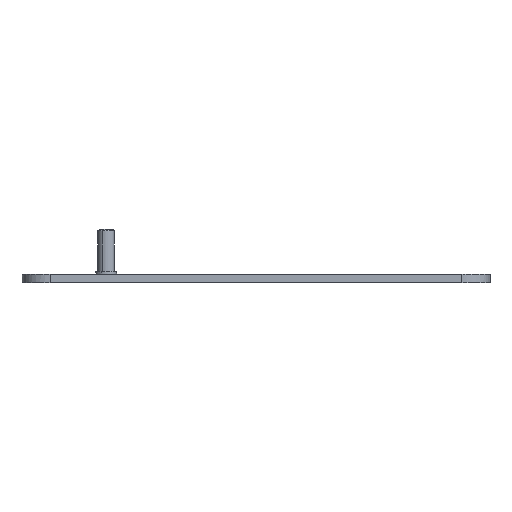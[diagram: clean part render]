
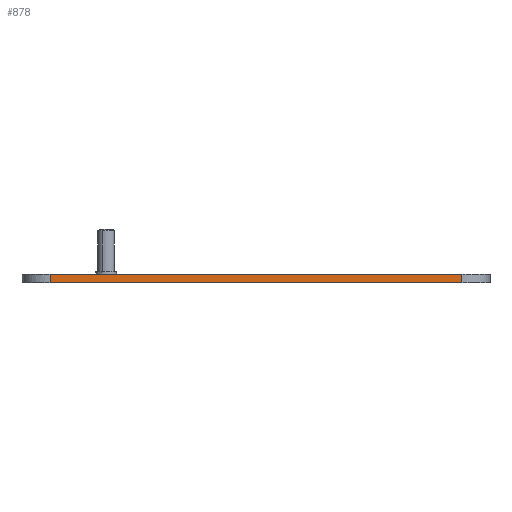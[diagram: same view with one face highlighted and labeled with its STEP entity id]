
A CAD part, front view. The second image highlights one B-rep face of the part: STEP entity #878.
In plain terms, the highlighted planar face has unit normal (0, -1, 0).
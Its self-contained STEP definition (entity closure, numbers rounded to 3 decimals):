
#865=AXIS2_PLACEMENT_3D('Plane Axis2P3D',#862,#863,#864) ;
#108=CARTESIAN_POINT('Vertex',(157.,0.,0.)) ;
#111=CARTESIAN_POINT('Line Origine',(83.5,0.,0.)) ;
#115=CARTESIAN_POINT('Vertex',(10.,0.,0.)) ;
#425=CARTESIAN_POINT('Vertex',(10.,0.,3.)) ;
#428=CARTESIAN_POINT('Line Origine',(83.5,0.,3.)) ;
#432=CARTESIAN_POINT('Vertex',(157.,0.,3.)) ;
#831=CARTESIAN_POINT('Line Origine',(157.,0.,1.5)) ;
#862=CARTESIAN_POINT('Axis2P3D Location',(157.,0.,0.)) ;
#867=CARTESIAN_POINT('Line Origine',(10.,0.,1.5)) ;
#112=DIRECTION('Vector Direction',(1.,0.,0.)) ;
#429=DIRECTION('Vector Direction',(1.,0.,0.)) ;
#832=DIRECTION('Vector Direction',(0.,0.,-1.)) ;
#863=DIRECTION('Axis2P3D Direction',(0.,1.,-0.)) ;
#864=DIRECTION('Axis2P3D XDirection',(-1.,0.,0.)) ;
#868=DIRECTION('Vector Direction',(0.,0.,1.)) ;
#113=VECTOR('Line Direction',#112,1.) ;
#430=VECTOR('Line Direction',#429,1.) ;
#833=VECTOR('Line Direction',#832,1.) ;
#869=VECTOR('Line Direction',#868,1.) ;
#873=ORIENTED_EDGE('',*,*,#835,.T.) ;
#874=ORIENTED_EDGE('',*,*,#434,.F.) ;
#875=ORIENTED_EDGE('',*,*,#871,.F.) ;
#876=ORIENTED_EDGE('',*,*,#117,.F.) ;
#878=ADVANCED_FACE('Hauptk\X2\00F6\X0\rper',(#877),#866,.F.) ;
#117=EDGE_CURVE('',#109,#116,#114,.F.) ;
#434=EDGE_CURVE('',#426,#433,#431,.T.) ;
#835=EDGE_CURVE('',#109,#433,#834,.F.) ;
#871=EDGE_CURVE('',#116,#426,#870,.T.) ;
#872=EDGE_LOOP('',(#873,#874,#875,#876)) ;
#877=FACE_OUTER_BOUND('',#872,.T.) ;
#114=LINE('Line',#111,#113) ;
#431=LINE('Line',#428,#430) ;
#834=LINE('Line',#831,#833) ;
#870=LINE('Line',#867,#869) ;
#866=PLANE('',#865) ;
#109=VERTEX_POINT('',#108) ;
#116=VERTEX_POINT('',#115) ;
#426=VERTEX_POINT('',#425) ;
#433=VERTEX_POINT('',#432) ;
